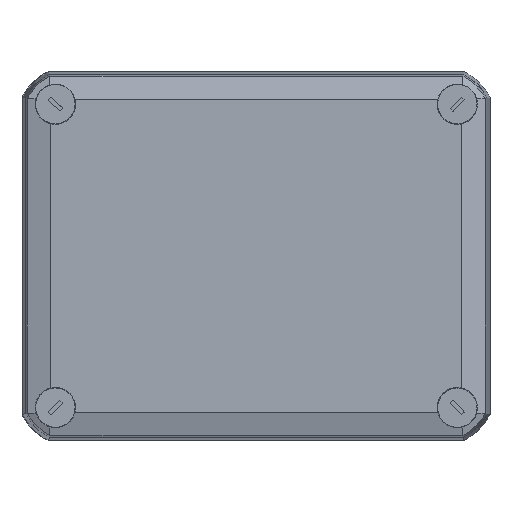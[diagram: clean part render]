
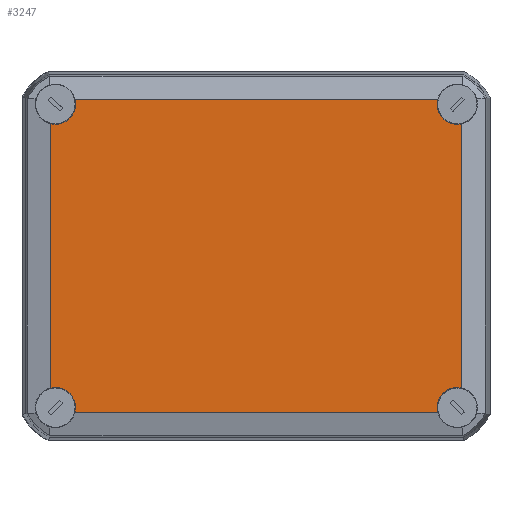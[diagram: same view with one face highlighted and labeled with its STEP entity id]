
A CAD part, top view. The second image highlights one B-rep face of the part: STEP entity #3247.
In plain terms, the highlighted face is planar.
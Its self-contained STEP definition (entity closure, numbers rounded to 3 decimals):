
#103 = ORIENTED_EDGE ( 'NONE', *, *, #19541, .T. ) ;
#194 = CARTESIAN_POINT ( 'NONE',  ( -81.68, 31.41, 61.68 ) ) ;
#604 = DIRECTION ( 'NONE',  ( 0., -1., 0. ) ) ;
#675 = CARTESIAN_POINT ( 'NONE',  ( 83.877, 31.41, 63.503 ) ) ;
#701 = CARTESIAN_POINT ( 'NONE',  ( 81.68, 31.41, -61.68 ) ) ;
#1024 = EDGE_CURVE ( 'NONE', #3283, #5466, #15898, .T. ) ;
#1052 = ORIENTED_EDGE ( 'NONE', *, *, #15728, .F. ) ;
#1083 = VERTEX_POINT ( 'NONE', #14005 ) ;
#1165 = CARTESIAN_POINT ( 'NONE',  ( 81.68, 31.41, 61.68 ) ) ;
#1206 = AXIS2_PLACEMENT_3D ( 'NONE', #20850, #4606, #11089 ) ;
#1334 = VERTEX_POINT ( 'NONE', #12312 ) ;
#1896 = DIRECTION ( 'NONE',  ( 0., 0., -1. ) ) ;
#1933 = VECTOR ( 'NONE', #7959, 1000. ) ;
#2275 = CARTESIAN_POINT ( 'NONE',  ( -83.503, 31.41, -53.675 ) ) ;
#2333 = DIRECTION ( 'NONE',  ( 0., 0., 1. ) ) ;
#2415 = PLANE ( 'NONE',  #14781 ) ;
#2482 = ORIENTED_EDGE ( 'NONE', *, *, #3922, .T. ) ;
#2787 = VERTEX_POINT ( 'NONE', #15820 ) ;
#2804 = ORIENTED_EDGE ( 'NONE', *, *, #1024, .F. ) ;
#3247 = ADVANCED_FACE ( 'NONE', ( #10513 ), #2415, .F. ) ;
#3283 = VERTEX_POINT ( 'NONE', #8713 ) ;
#3331 = VERTEX_POINT ( 'NONE', #19194 ) ;
#3422 = EDGE_LOOP ( 'NONE', ( #13343, #7476, #12703, #2482, #103, #9090, #1052, #2804, #18793, #10285, #18112, #16265 ) ) ;
#3624 = EDGE_CURVE ( 'NONE', #3283, #2787, #15772, .T. ) ;
#3796 = CARTESIAN_POINT ( 'NONE',  ( -73.675, 31.41, 63.503 ) ) ;
#3877 = VECTOR ( 'NONE', #11625, 1000. ) ;
#3922 = EDGE_CURVE ( 'NONE', #14405, #21007, #19185, .T. ) ;
#4256 = DIRECTION ( 'NONE',  ( 0., -1., 0. ) ) ;
#4606 = DIRECTION ( 'NONE',  ( 0., 1., 0. ) ) ;
#5279 = LINE ( 'NONE', #675, #5982 ) ;
#5466 = VERTEX_POINT ( 'NONE', #13231 ) ;
#5663 = CIRCLE ( 'NONE', #17532, 8.21 ) ;
#5728 = AXIS2_PLACEMENT_3D ( 'NONE', #701, #8919, #13699 ) ;
#5982 = VECTOR ( 'NONE', #18351, 1000. ) ;
#6097 = VECTOR ( 'NONE', #14105, 1000. ) ;
#6318 = DIRECTION ( 'NONE',  ( 0., 1., 0. ) ) ;
#6735 = CARTESIAN_POINT ( 'NONE',  ( -81.68, 31.41, -53.47 ) ) ;
#7476 = ORIENTED_EDGE ( 'NONE', *, *, #16741, .T. ) ;
#7690 = CARTESIAN_POINT ( 'NONE',  ( 81.68, 31.41, -61.68 ) ) ;
#7695 = EDGE_CURVE ( 'NONE', #1083, #17313, #5663, .T. ) ;
#7959 = DIRECTION ( 'NONE',  ( -1., 0., 0. ) ) ;
#8580 = CIRCLE ( 'NONE', #17049, 8.21 ) ;
#8713 = CARTESIAN_POINT ( 'NONE',  ( 83.503, 31.41, -53.675 ) ) ;
#8919 = DIRECTION ( 'NONE',  ( 0., -1., 0. ) ) ;
#8924 = CARTESIAN_POINT ( 'NONE',  ( -73.3, 31.41, -53.3 ) ) ;
#9090 = ORIENTED_EDGE ( 'NONE', *, *, #7695, .F. ) ;
#9409 = CARTESIAN_POINT ( 'NONE',  ( -81.68, 31.41, 53.47 ) ) ;
#9412 = DIRECTION ( 'NONE',  ( 0., -1., 0. ) ) ;
#9722 = CIRCLE ( 'NONE', #1206, 8.21 ) ;
#9740 = VERTEX_POINT ( 'NONE', #6735 ) ;
#10285 = ORIENTED_EDGE ( 'NONE', *, *, #12443, .T. ) ;
#10443 = CARTESIAN_POINT ( 'NONE',  ( 73.675, 31.41, -63.503 ) ) ;
#10448 = DIRECTION ( 'NONE',  ( 0., 0., -1. ) ) ;
#10513 = FACE_OUTER_BOUND ( 'NONE', #3422, .T. ) ;
#10559 = DIRECTION ( 'NONE',  ( 0., 1., 0. ) ) ;
#10748 = CARTESIAN_POINT ( 'NONE',  ( -81.68, 31.41, 61.68 ) ) ;
#10964 = CARTESIAN_POINT ( 'NONE',  ( -83.877, 31.41, -63.503 ) ) ;
#11066 = LINE ( 'NONE', #10964, #1933 ) ;
#11089 = DIRECTION ( 'NONE',  ( 0., 0., 1. ) ) ;
#11305 = LINE ( 'NONE', #17915, #3877 ) ;
#11366 = AXIS2_PLACEMENT_3D ( 'NONE', #7690, #9412, #12579 ) ;
#11625 = DIRECTION ( 'NONE',  ( 0., 0., 1. ) ) ;
#11666 = CARTESIAN_POINT ( 'NONE',  ( 73.675, 31.41, 63.503 ) ) ;
#11907 = DIRECTION ( 'NONE',  ( 0., 1., 0. ) ) ;
#12138 = CARTESIAN_POINT ( 'NONE',  ( 81.68, 31.41, 61.68 ) ) ;
#12293 = DIRECTION ( 'NONE',  ( 0., 0., -1. ) ) ;
#12312 = CARTESIAN_POINT ( 'NONE',  ( -73.675, 31.41, -63.503 ) ) ;
#12424 = DIRECTION ( 'NONE',  ( 0., 0., -1. ) ) ;
#12443 = EDGE_CURVE ( 'NONE', #2787, #19919, #14547, .T. ) ;
#12579 = DIRECTION ( 'NONE',  ( 0., 0., 1. ) ) ;
#12703 = ORIENTED_EDGE ( 'NONE', *, *, #14833, .T. ) ;
#12894 = DIRECTION ( 'NONE',  ( 0., 0., -1. ) ) ;
#13211 = DIRECTION ( 'NONE',  ( 0., -1., 0. ) ) ;
#13231 = CARTESIAN_POINT ( 'NONE',  ( 83.503, 31.41, 53.675 ) ) ;
#13343 = ORIENTED_EDGE ( 'NONE', *, *, #13358, .F. ) ;
#13358 = EDGE_CURVE ( 'NONE', #19589, #9740, #21004, .T. ) ;
#13699 = DIRECTION ( 'NONE',  ( 0., 0., 1. ) ) ;
#14005 = CARTESIAN_POINT ( 'NONE',  ( 81.68, 31.41, 53.47 ) ) ;
#14105 = DIRECTION ( 'NONE',  ( 0., 0., 1. ) ) ;
#14405 = VERTEX_POINT ( 'NONE', #9409 ) ;
#14547 = CIRCLE ( 'NONE', #5728, 8.21 ) ;
#14781 = AXIS2_PLACEMENT_3D ( 'NONE', #8924, #604, #12293 ) ;
#14833 = EDGE_CURVE ( 'NONE', #3331, #14405, #18708, .T. ) ;
#15728 = EDGE_CURVE ( 'NONE', #5466, #1083, #8580, .T. ) ;
#15772 = CIRCLE ( 'NONE', #11366, 8.21 ) ;
#15820 = CARTESIAN_POINT ( 'NONE',  ( 81.68, 31.41, -53.47 ) ) ;
#15898 = LINE ( 'NONE', #19083, #6097 ) ;
#16265 = ORIENTED_EDGE ( 'NONE', *, *, #20164, .F. ) ;
#16741 = EDGE_CURVE ( 'NONE', #19589, #3331, #11305, .T. ) ;
#16925 = CARTESIAN_POINT ( 'NONE',  ( -81.68, 31.41, -61.68 ) ) ;
#17049 = AXIS2_PLACEMENT_3D ( 'NONE', #12138, #10559, #10448 ) ;
#17313 = VERTEX_POINT ( 'NONE', #11666 ) ;
#17497 = AXIS2_PLACEMENT_3D ( 'NONE', #10748, #4256, #12424 ) ;
#17532 = AXIS2_PLACEMENT_3D ( 'NONE', #1165, #6318, #12894 ) ;
#17915 = CARTESIAN_POINT ( 'NONE',  ( -83.503, 31.41, 0. ) ) ;
#18112 = ORIENTED_EDGE ( 'NONE', *, *, #20613, .T. ) ;
#18351 = DIRECTION ( 'NONE',  ( 1., 0., 0. ) ) ;
#18708 = CIRCLE ( 'NONE', #20735, 8.21 ) ;
#18793 = ORIENTED_EDGE ( 'NONE', *, *, #3624, .T. ) ;
#19083 = CARTESIAN_POINT ( 'NONE',  ( 83.503, 31.41, 0. ) ) ;
#19185 = CIRCLE ( 'NONE', #17497, 8.21 ) ;
#19194 = CARTESIAN_POINT ( 'NONE',  ( -83.503, 31.41, 53.675 ) ) ;
#19541 = EDGE_CURVE ( 'NONE', #21007, #17313, #5279, .T. ) ;
#19589 = VERTEX_POINT ( 'NONE', #2275 ) ;
#19919 = VERTEX_POINT ( 'NONE', #10443 ) ;
#20029 = AXIS2_PLACEMENT_3D ( 'NONE', #16925, #11907, #2333 ) ;
#20164 = EDGE_CURVE ( 'NONE', #9740, #1334, #9722, .T. ) ;
#20613 = EDGE_CURVE ( 'NONE', #19919, #1334, #11066, .T. ) ;
#20735 = AXIS2_PLACEMENT_3D ( 'NONE', #194, #13211, #1896 ) ;
#20850 = CARTESIAN_POINT ( 'NONE',  ( -81.68, 31.41, -61.68 ) ) ;
#21004 = CIRCLE ( 'NONE', #20029, 8.21 ) ;
#21007 = VERTEX_POINT ( 'NONE', #3796 ) ;
